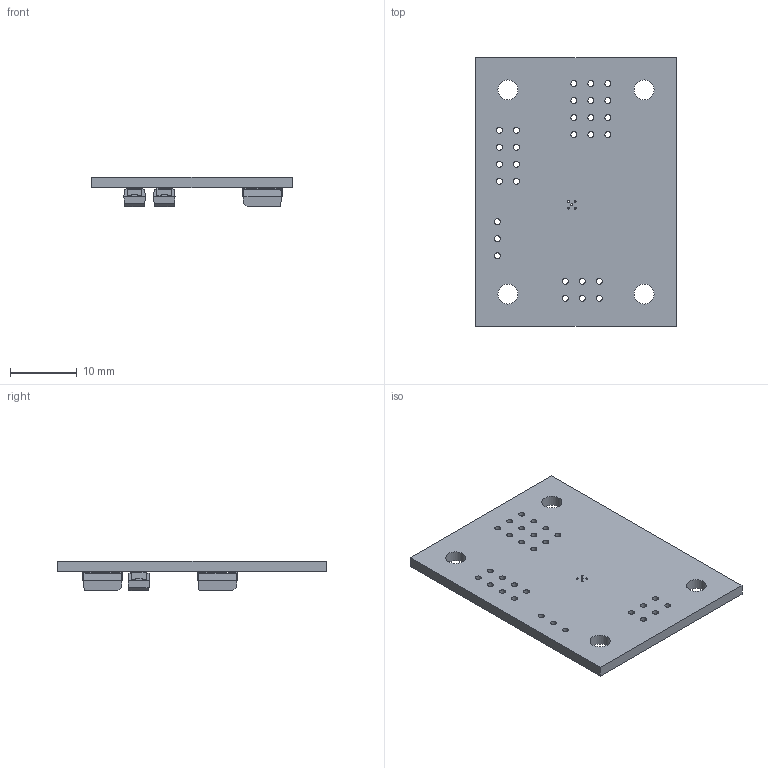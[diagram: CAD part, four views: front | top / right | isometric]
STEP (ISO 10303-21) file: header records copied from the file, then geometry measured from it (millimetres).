
FILE_DESCRIPTION(('KiCad electronic assembly'),'2;1');
FILE_NAME('TPS63060V01B.step','2022-07-20T15:12:10',('Pcbnew'),('Kicad') ,'Open CASCADE STEP processor 7.5','KiCad to STEP converter','Unknown' );
FILE_SCHEMA(('AUTOMOTIVE_DESIGN { 1 0 10303 214 1 1 1 1 }'));
Length unit declared in the file: millimetre
Products named in the file (4): TPS63060V01B 1; CP_EIA-6032-28_Kemet-C; SOLID; tmprjl4t41k PCB
Assembly tree (5 placements, depth 3):
  TPS63060V01B 1
    CP_EIA-6032-28_Kemet-C  x3
      SOLID
    tmprjl4t41k PCB
Bounding box: 29.97 x 40.13 x 4.45 mm (x, y, z)
Volume: 1996 mm3; surface area: 3015.7 mm2
Topology: 4 solids, 4 shells, 182 faces, 492 edges, 324 vertices
Faces by surface type: bspline 138, cylinder 38, plane 6
Full cylindrical faces by diameter (mm): 0.3 x5, 0.889 x29, 3 x4
Entity records: 7245 total; most frequent: CARTESIAN_POINT 2469, DIRECTION 554, ORIENTED_EDGE 496, PCURVE 496, DEFINITIONAL_REPRESENTATION 496, B_SPLINE_CURVE_WITH_KNOTS 346, EDGE_CURVE 248, LINE 226
